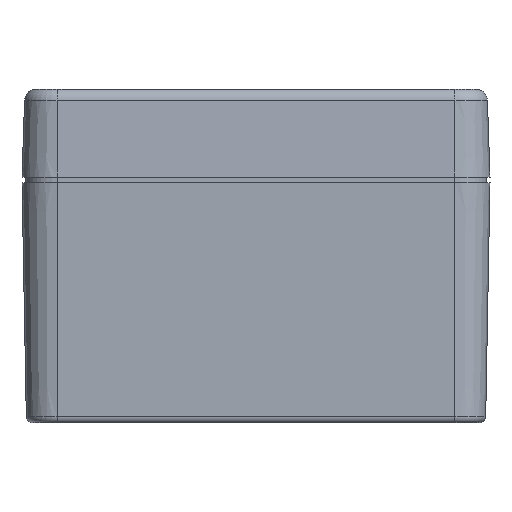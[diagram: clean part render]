
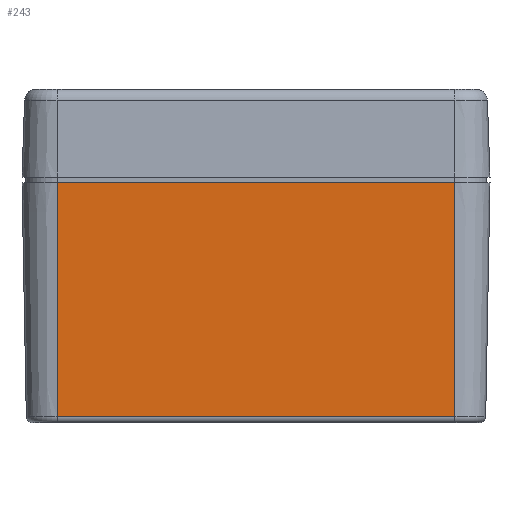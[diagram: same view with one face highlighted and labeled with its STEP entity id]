
A CAD part, left-side view. The second image highlights one B-rep face of the part: STEP entity #243.
In plain terms, the highlighted planar face has unit normal (-1, 0, -0.018).
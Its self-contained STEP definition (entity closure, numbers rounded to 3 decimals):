
#243 = ADVANCED_FACE( '', ( #516 ), #517, .F. );
#516 = FACE_OUTER_BOUND( '', #1148, .T. );
#517 = PLANE( '', #1149 );
#1148 = EDGE_LOOP( '', ( #1922, #1923, #1924, #1925 ) );
#1149 = AXIS2_PLACEMENT_3D( '', #1926, #1927, #1928 );
#1922 = ORIENTED_EDGE( '', *, *, #3877, .T. );
#1923 = ORIENTED_EDGE( '', *, *, #3878, .F. );
#1924 = ORIENTED_EDGE( '', *, *, #3879, .F. );
#1925 = ORIENTED_EDGE( '', *, *, #3880, .T. );
#1926 = CARTESIAN_POINT( '', ( -86.768, 34., 0.982 ) );
#1927 = DIRECTION( '', ( 1., 0., 0.018 ) );
#1928 = DIRECTION( '', ( 0.018, 0., -1. ) );
#3877 = EDGE_CURVE( '', #4481, #4482, #4483, .T. );
#3878 = EDGE_CURVE( '', #4484, #4482, #4485, .T. );
#3879 = EDGE_CURVE( '', #4486, #4484, #4487, .T. );
#3880 = EDGE_CURVE( '', #4486, #4481, #4488, .T. );
#4481 = VERTEX_POINT( '', #5482 );
#4482 = VERTEX_POINT( '', #5483 );
#4483 = LINE( '', #5484, #5485 );
#4484 = VERTEX_POINT( '', #5486 );
#4485 = LINE( '', #5487, #5488 );
#4486 = VERTEX_POINT( '', #5489 );
#4487 = LINE( '', #5490, #5491 );
#4488 = LINE( '', #5492, #5493 );
#5482 = CARTESIAN_POINT( '', ( -86.768, -34., 0.982 ) );
#5483 = CARTESIAN_POINT( '', ( -87.5, -34., 41. ) );
#5484 = CARTESIAN_POINT( '', ( -86.768, -34., 0.982 ) );
#5485 = VECTOR( '', #6957, 1000. );
#5486 = CARTESIAN_POINT( '', ( -87.5, 34., 41. ) );
#5487 = CARTESIAN_POINT( '', ( -87.5, 34., 41. ) );
#5488 = VECTOR( '', #6958, 1000. );
#5489 = CARTESIAN_POINT( '', ( -86.768, 34., 0.982 ) );
#5490 = CARTESIAN_POINT( '', ( -86.768, 34., 0.982 ) );
#5491 = VECTOR( '', #6959, 1000. );
#5492 = CARTESIAN_POINT( '', ( -86.768, 34., 0.982 ) );
#5493 = VECTOR( '', #6960, 1000. );
#6957 = DIRECTION( '', ( -0.018, 0., 1. ) );
#6958 = DIRECTION( '', ( 0., -1., 0. ) );
#6959 = DIRECTION( '', ( -0.018, 0., 1. ) );
#6960 = DIRECTION( '', ( 0., -1., 0. ) );
